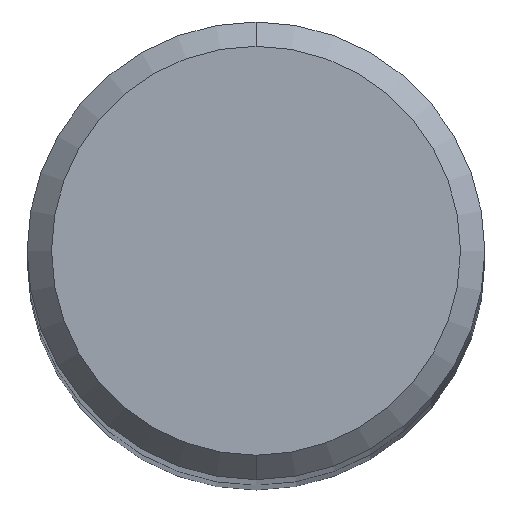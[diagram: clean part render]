
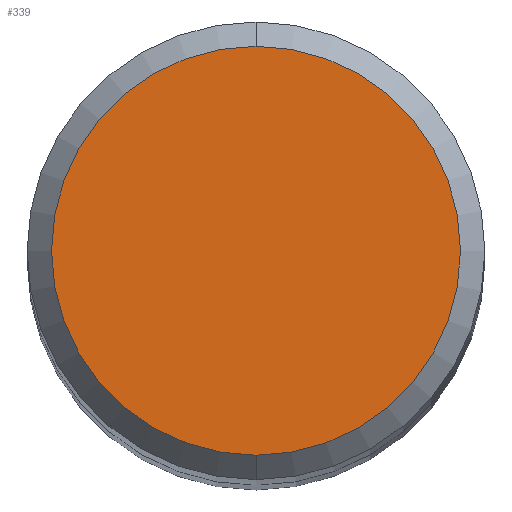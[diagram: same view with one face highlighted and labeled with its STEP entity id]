
A CAD part, top view. The second image highlights one B-rep face of the part: STEP entity #339.
In plain terms, the highlighted planar face has unit normal (0, 0, 1).
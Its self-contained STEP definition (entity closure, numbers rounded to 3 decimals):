
#195=EDGE_CURVE('',#357,#267,#473,.T.);
#263=EDGE_CURVE('',#267,#357,#547,.T.);
#267=VERTEX_POINT('',#552);
#339=ADVANCED_FACE('',(#630),#631,.T.);
#357=VERTEX_POINT('',#652);
#473=CIRCLE('',#797,4.2);
#547=CIRCLE('',#949,4.2);
#552=CARTESIAN_POINT('',(0.,-4.2,0.0));
#630=FACE_OUTER_BOUND('',#1215,.T.);
#631=PLANE('',#1216);
#652=CARTESIAN_POINT('',(0.0,4.2,0.0));
#797=AXIS2_PLACEMENT_3D('',#1385,#1386,#1387);
#949=AXIS2_PLACEMENT_3D('',#1465,#1466,#1467);
#1215=EDGE_LOOP('',(#1548,#1549));
#1216=AXIS2_PLACEMENT_3D('',#1550,#1551,#1552);
#1385=CARTESIAN_POINT('',(0.0,0.0,0.0));
#1386=DIRECTION('',(0.0,0.0,-1.0));
#1387=DIRECTION('',(0.0,1.0,0.0));
#1465=CARTESIAN_POINT('',(0.0,0.0,0.0));
#1466=DIRECTION('',(0.0,0.0,-1.0));
#1467=DIRECTION('',(0.0,1.0,0.0));
#1548=ORIENTED_EDGE('',*,*,#195,.F.);
#1549=ORIENTED_EDGE('',*,*,#263,.F.);
#1550=CARTESIAN_POINT('',(0.0,2.1,0.0));
#1551=DIRECTION('',(-0.0,0.0,1.0));
#1552=DIRECTION('',(0.0,-1.0,0.0));
